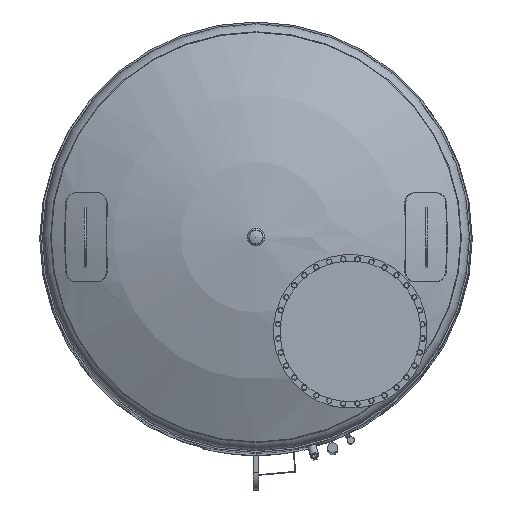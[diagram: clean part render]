
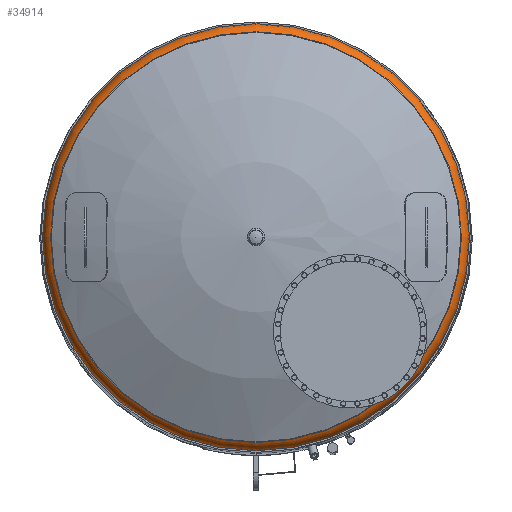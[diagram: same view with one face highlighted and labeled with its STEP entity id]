
A CAD part, top view. The second image highlights one B-rep face of the part: STEP entity #34914.
In plain terms, the highlighted toroidal (fillet/blend) face has major radius 927.333 mm and minor radius 72.667 mm.
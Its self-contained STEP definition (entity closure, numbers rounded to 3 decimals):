
#34826=CARTESIAN_POINT('',(-962.188,0.,4734.762));
#34827=VERTEX_POINT('',#34826);
#34828=CARTESIAN_POINT('',(0.,0.,4734.762));
#34829=DIRECTION('',(0.0,0.0,-1.0));
#34830=DIRECTION('',(-1.0,0.0,0.0));
#34831=AXIS2_PLACEMENT_3D('',#34828,#34829,#34830);
#34832=CIRCLE('',#34831,962.188);
#34833=EDGE_CURVE('',#34827,#34827,#34832,.T.);
#34895=CARTESIAN_POINT('',(0.,0.,4671.));
#34896=DIRECTION('',(0.,0.,-1.0));
#34897=DIRECTION('',(0.0,-1.0,0.0));
#34898=AXIS2_PLACEMENT_3D('',#34895,#34896,#34897);
#34899=TOROIDAL_SURFACE('',#34898,927.333,72.667);
#34900=CARTESIAN_POINT('',(-1000.,0.,4671.));
#34901=VERTEX_POINT('',#34900);
#34902=CARTESIAN_POINT('',(0.,0.,4671.));
#34903=DIRECTION('',(0.0,0.0,-1.0));
#34904=DIRECTION('',(-1.0,0.0,0.0));
#34905=AXIS2_PLACEMENT_3D('',#34902,#34903,#34904);
#34906=CIRCLE('',#34905,1000.);
#34907=EDGE_CURVE('',#34901,#34901,#34906,.T.);
#34908=ORIENTED_EDGE('',*,*,#34907,.F.);
#34909=EDGE_LOOP('',(#34908));
#34910=FACE_OUTER_BOUND('',#34909,.T.);
#34911=ORIENTED_EDGE('',*,*,#34833,.T.);
#34912=EDGE_LOOP('',(#34911));
#34913=FACE_BOUND('',#34912,.T.);
#34914=ADVANCED_FACE('',(#34910,#34913),#34899,.T.);
